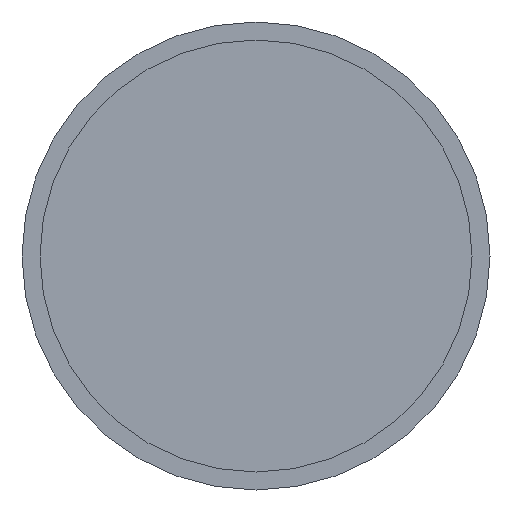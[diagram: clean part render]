
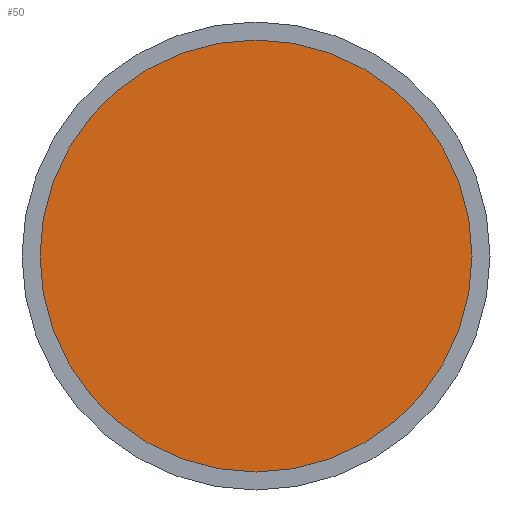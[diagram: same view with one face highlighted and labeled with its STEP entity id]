
A CAD part, front view. The second image highlights one B-rep face of the part: STEP entity #50.
In plain terms, the highlighted planar face has unit normal (0, -1, 0).
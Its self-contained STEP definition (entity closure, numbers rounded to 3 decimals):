
#50 = ADVANCED_FACE( '', ( #119 ), #120, .F. );
#119 = FACE_OUTER_BOUND( '', #216, .T. );
#120 = PLANE( '', #217 );
#216 = EDGE_LOOP( '', ( #341 ) );
#217 = AXIS2_PLACEMENT_3D( '', #342, #343, #344 );
#341 = ORIENTED_EDGE( '', *, *, #526, .T. );
#342 = CARTESIAN_POINT( '', ( 30., 3., 0. ) );
#343 = DIRECTION( '', ( 0., 1., 0. ) );
#344 = DIRECTION( '', ( 0., 0., 1. ) );
#526 = EDGE_CURVE( '', #594, #594, #595, .T. );
#594 = VERTEX_POINT( '', #692 );
#595 = CIRCLE( '', #693, 30. );
#692 = CARTESIAN_POINT( '', ( 0., 3., -30. ) );
#693 = AXIS2_PLACEMENT_3D( '', #813, #814, #815 );
#813 = CARTESIAN_POINT( '', ( 0., 3., 0. ) );
#814 = DIRECTION( '', ( 0., -1., 0. ) );
#815 = DIRECTION( '', ( 0., 0., -1. ) );
